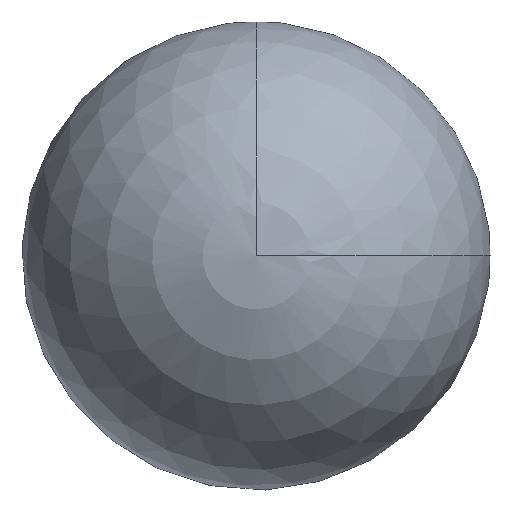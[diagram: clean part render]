
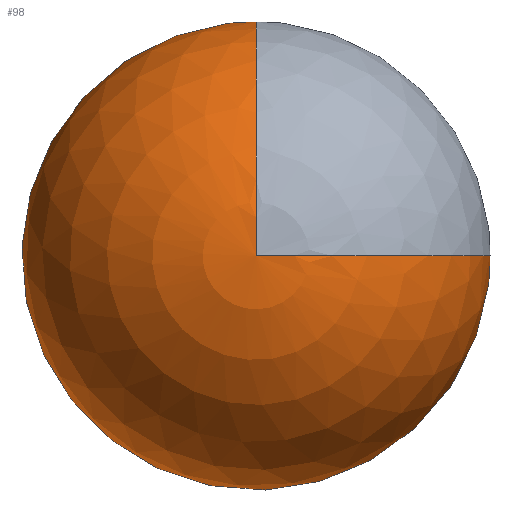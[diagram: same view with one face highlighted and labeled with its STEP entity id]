
A CAD part, left-side view. The second image highlights one B-rep face of the part: STEP entity #98.
In plain terms, the highlighted spherical face has radius 6 mm.
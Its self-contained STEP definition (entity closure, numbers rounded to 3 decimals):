
#58=SPHERICAL_SURFACE('',#302,6.);
#62=FACE_OUTER_BOUND('',#161,.T.);
#98=ADVANCED_FACE('',(#62),#58,.T.);
#161=EDGE_LOOP('',(#197,#198,#199));
#197=ORIENTED_EDGE('',*,*,#243,.F.);
#198=ORIENTED_EDGE('',*,*,#241,.T.);
#199=ORIENTED_EDGE('',*,*,#240,.T.);
#221=VERTEX_POINT('',#435);
#222=VERTEX_POINT('',#436);
#223=VERTEX_POINT('',#438);
#240=EDGE_CURVE('',#221,#222,#261,.T.);
#241=EDGE_CURVE('',#223,#221,#262,.T.);
#243=EDGE_CURVE('',#223,#222,#264,.T.);
#261=CIRCLE('',#297,6.);
#262=CIRCLE('',#298,6.);
#264=CIRCLE('',#301,4.472);
#297=AXIS2_PLACEMENT_3D('',#434,#369,#370);
#298=AXIS2_PLACEMENT_3D('',#437,#371,#372);
#301=AXIS2_PLACEMENT_3D('',#441,#377,#378);
#302=AXIS2_PLACEMENT_3D('',#442,#379,#380);
#369=DIRECTION('',(0.,1.,0.));
#370=DIRECTION('',(1.,0.,0.));
#371=DIRECTION('',(0.,0.,-1.));
#372=DIRECTION('',(1.,0.,0.));
#377=DIRECTION('',(1.,0.,0.));
#378=DIRECTION('',(0.,-1.,0.));
#379=DIRECTION('',(1.,0.,0.));
#380=DIRECTION('',(0.,1.,0.));
#434=CARTESIAN_POINT('',(6.,0.,0.));
#435=CARTESIAN_POINT('',(0.,0.,0.));
#436=CARTESIAN_POINT('',(10.,0.,4.472));
#437=CARTESIAN_POINT('',(6.,0.,0.));
#438=CARTESIAN_POINT('',(10.,-4.472,0.));
#441=CARTESIAN_POINT('',(10.,0.,0.));
#442=CARTESIAN_POINT('',(6.,0.,0.));
